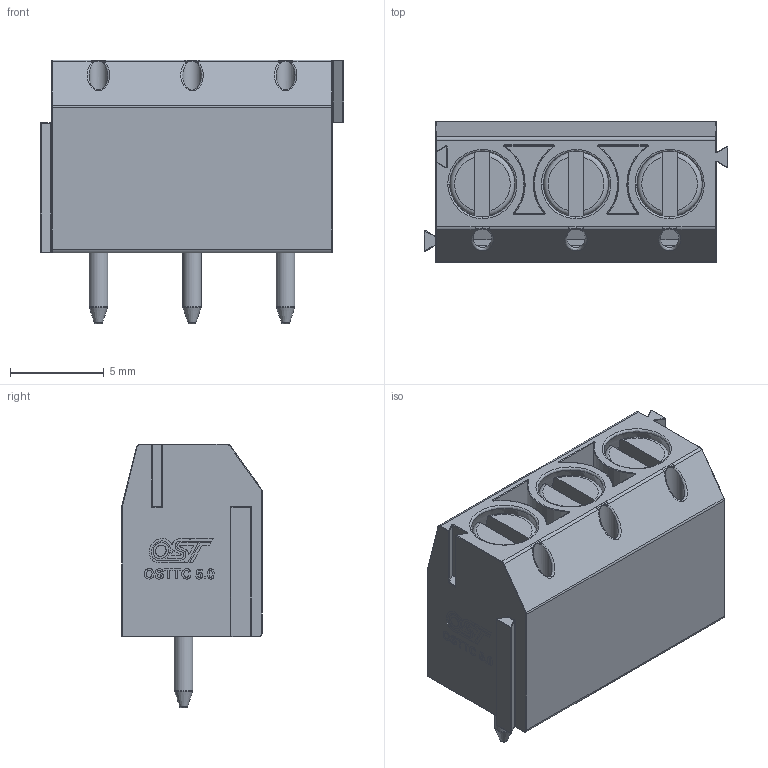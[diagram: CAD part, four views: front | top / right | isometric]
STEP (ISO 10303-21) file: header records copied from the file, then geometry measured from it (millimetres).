
FILE_DESCRIPTION(/* description */ (''),/* implementation_level */ '2;1');
FILE_NAME(/* name */ 'OST - OSTTC030162.step',/* time_stamp */ '2020-07-13T00:08:07+01:00',/* author */ (''),/* organization */ (''),/* preprocessor_version */ 'ST-DEVELOPER v18.1',/* originating_system */ 'Autodesk Translation Framework v9.3.0.1241',/* authorisation */ '');
FILE_SCHEMA (('AUTOMOTIVE_DESIGN { 1 0 10303 214 3 1 1 }'));
Products named in the file (1): OST - OSTTC030162
Bounding box: 16.2 x 7.5 x 14.1 mm (x, y, z)
Volume: 777.1 mm3; surface area: 2049.7 mm2
Topology: 1 solids, 1 shells, 1169 faces, 3034 edges, 1859 vertices
Faces by surface type: cylinder 444, bspline 266, plane 260, torus 106, sphere 84, cone 9
Full cylindrical faces by diameter (mm): 1 x6, 2.016 x9, 2.175 x3, 2.53 x9, 3 x3, 4 x3
Entity records: 48875 total; most frequent: CARTESIAN_POINT 21656, ORIENTED_EDGE 6064, DIRECTION 4963, EDGE_CURVE 3032, AXIS2_PLACEMENT_3D 1886, VERTEX_POINT 1859, EDGE_LOOP 1220, LINE 1191
